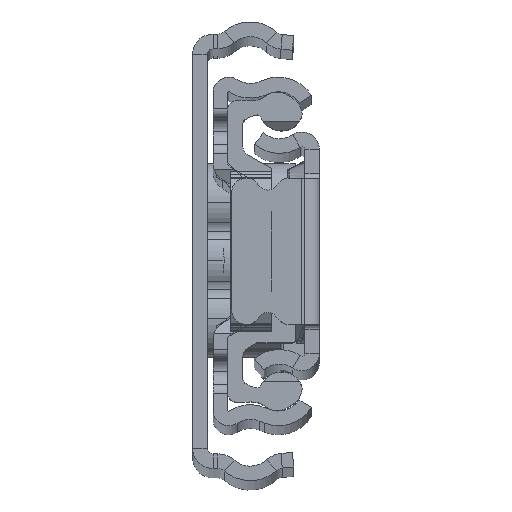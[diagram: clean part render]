
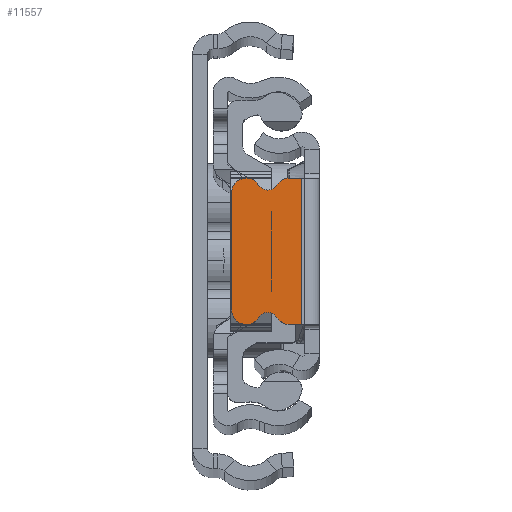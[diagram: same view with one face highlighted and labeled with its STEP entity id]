
A CAD part, top view. The second image highlights one B-rep face of the part: STEP entity #11557.
In plain terms, the highlighted planar face has unit normal (0, 0, 1).
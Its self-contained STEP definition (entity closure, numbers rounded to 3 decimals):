
#847 = CARTESIAN_POINT ( 'NONE',  ( -5.29, -7.37, 0. ) ) ;
#956 = VERTEX_POINT ( 'NONE', #12582 ) ;
#984 = CARTESIAN_POINT ( 'NONE',  ( -4.355, -6.79, 0. ) ) ;
#1092 = CARTESIAN_POINT ( 'NONE',  ( -3.08, 6., 0. ) ) ;
#1321 = AXIS2_PLACEMENT_3D ( 'NONE', #3634, #15002, #11694 ) ;
#1391 = VERTEX_POINT ( 'NONE', #15624 ) ;
#1471 = VECTOR ( 'NONE', #5883, 1000. ) ;
#1594 = CARTESIAN_POINT ( 'NONE',  ( -3.08, -7.5, 0. ) ) ;
#2001 = VERTEX_POINT ( 'NONE', #16311 ) ;
#2378 = CIRCLE ( 'NONE', #10935, 1.5 ) ;
#2507 = CARTESIAN_POINT ( 'NONE',  ( -9., -6., 0. ) ) ;
#2558 = LINE ( 'NONE', #14024, #1471 ) ;
#2589 = EDGE_CURVE ( 'NONE', #6480, #10283, #2558, .T. ) ;
#2667 = ORIENTED_EDGE ( 'NONE', *, *, #2589, .F. ) ;
#2767 = DIRECTION ( 'NONE',  ( 0., 1., 0. ) ) ;
#2873 = CARTESIAN_POINT ( 'NONE',  ( -9., 6., 0. ) ) ;
#2891 = EDGE_CURVE ( 'NONE', #956, #2001, #16676, .T. ) ;
#2971 = AXIS2_PLACEMENT_3D ( 'NONE', #8341, #14870, #13261 ) ;
#3254 = VECTOR ( 'NONE', #8951, 1000. ) ;
#3396 = VERTEX_POINT ( 'NONE', #2507 ) ;
#3634 = CARTESIAN_POINT ( 'NONE',  ( -7.5, 6., 0. ) ) ;
#3707 = AXIS2_PLACEMENT_3D ( 'NONE', #1092, #4275, #15767 ) ;
#3755 = EDGE_CURVE ( 'NONE', #16695, #3396, #10613, .T. ) ;
#3928 = CARTESIAN_POINT ( 'NONE',  ( -3.08, 7.5, 0. ) ) ;
#3967 = ORIENTED_EDGE ( 'NONE', *, *, #6457, .T. ) ;
#4244 = LINE ( 'NONE', #13896, #13272 ) ;
#4275 = DIRECTION ( 'NONE',  ( 0., 0., 1. ) ) ;
#4277 = CIRCLE ( 'NONE', #13540, 1.5 ) ;
#4345 = DIRECTION ( 'NONE',  ( 0., 1., 0. ) ) ;
#5042 = ORIENTED_EDGE ( 'NONE', *, *, #3755, .T. ) ;
#5151 = CARTESIAN_POINT ( 'NONE',  ( -1.8, -7.5, 0. ) ) ;
#5654 = DIRECTION ( 'NONE',  ( 0., 0., -1. ) ) ;
#5791 = CARTESIAN_POINT ( 'NONE',  ( -6.225, 6.79, 0. ) ) ;
#5883 = DIRECTION ( 'NONE',  ( 0., -1., 0. ) ) ;
#5886 = VERTEX_POINT ( 'NONE', #7515 ) ;
#5967 = CARTESIAN_POINT ( 'NONE',  ( -7.5, -6., 0. ) ) ;
#6271 = EDGE_CURVE ( 'NONE', #7042, #9194, #4277, .T. ) ;
#6457 = EDGE_CURVE ( 'NONE', #6480, #20828, #12254, .T. ) ;
#6458 = CIRCLE ( 'NONE', #13977, 1.5 ) ;
#6465 = CIRCLE ( 'NONE', #18765, 1.1 ) ;
#6480 = VERTEX_POINT ( 'NONE', #15255 ) ;
#7042 = VERTEX_POINT ( 'NONE', #984 ) ;
#7495 = DIRECTION ( 'NONE',  ( 0., -1., 0. ) ) ;
#7515 = CARTESIAN_POINT ( 'NONE',  ( -6.225, -6.79, 0. ) ) ;
#7627 = DIRECTION ( 'NONE',  ( 0., 1., 0. ) ) ;
#7706 = ORIENTED_EDGE ( 'NONE', *, *, #16039, .T. ) ;
#7792 = CARTESIAN_POINT ( 'NONE',  ( -5.29, 7.37, 0. ) ) ;
#8181 = CIRCLE ( 'NONE', #20169, 1.1 ) ;
#8341 = CARTESIAN_POINT ( 'NONE',  ( -5.29, 7.37, 0. ) ) ;
#8486 = CARTESIAN_POINT ( 'NONE',  ( -7.5, -6., 0. ) ) ;
#8943 = EDGE_CURVE ( 'NONE', #1391, #5886, #6458, .T. ) ;
#8951 = DIRECTION ( 'NONE',  ( -1., 0., 0. ) ) ;
#9085 = EDGE_CURVE ( 'NONE', #20828, #956, #15694, .T. ) ;
#9194 = VERTEX_POINT ( 'NONE', #1594 ) ;
#9236 = DIRECTION ( 'NONE',  ( 0., 0., 1. ) ) ;
#9402 = CARTESIAN_POINT ( 'NONE',  ( -3.08, -6., 0. ) ) ;
#9420 = ORIENTED_EDGE ( 'NONE', *, *, #16016, .T. ) ;
#9443 = CARTESIAN_POINT ( 'NONE',  ( 543.5, -10.425, 0. ) ) ;
#9631 = DIRECTION ( 'NONE',  ( 0., 0., -1. ) ) ;
#10283 = VERTEX_POINT ( 'NONE', #5151 ) ;
#10558 = EDGE_LOOP ( 'NONE', ( #2667, #3967, #20275, #20818, #13086, #17473, #5042, #7706, #15470, #9420, #20877, #12214 ) ) ;
#10613 = LINE ( 'NONE', #2873, #17355 ) ;
#10935 = AXIS2_PLACEMENT_3D ( 'NONE', #5967, #12506, #4345 ) ;
#11340 = DIRECTION ( 'NONE',  ( 0., 1., 0. ) ) ;
#11557 = ADVANCED_FACE ( 'NONE', ( #15972 ), #14582, .T. ) ;
#11694 = DIRECTION ( 'NONE',  ( 0., 1., 0. ) ) ;
#11807 = DIRECTION ( 'NONE',  ( 0., 1., 0. ) ) ;
#12214 = ORIENTED_EDGE ( 'NONE', *, *, #20875, .T. ) ;
#12254 = LINE ( 'NONE', #20294, #3254 ) ;
#12278 = CIRCLE ( 'NONE', #1321, 1.5 ) ;
#12506 = DIRECTION ( 'NONE',  ( 0., 0., 1. ) ) ;
#12515 = DIRECTION ( 'NONE',  ( 0., 0., 1. ) ) ;
#12582 = CARTESIAN_POINT ( 'NONE',  ( -4.355, 6.79, 0. ) ) ;
#13086 = ORIENTED_EDGE ( 'NONE', *, *, #18370, .T. ) ;
#13261 = DIRECTION ( 'NONE',  ( 0., 1., 0. ) ) ;
#13272 = VECTOR ( 'NONE', #15418, 1000. ) ;
#13540 = AXIS2_PLACEMENT_3D ( 'NONE', #9402, #12515, #2767 ) ;
#13896 = CARTESIAN_POINT ( 'NONE',  ( 0.7, -7.5, 0. ) ) ;
#13977 = AXIS2_PLACEMENT_3D ( 'NONE', #8486, #14908, #11807 ) ;
#14024 = CARTESIAN_POINT ( 'NONE',  ( -1.8, -10.425, 0. ) ) ;
#14582 = PLANE ( 'NONE',  #20926 ) ;
#14870 = DIRECTION ( 'NONE',  ( 0., 0., -1. ) ) ;
#14908 = DIRECTION ( 'NONE',  ( 0., 0., 1. ) ) ;
#15002 = DIRECTION ( 'NONE',  ( 0., 0., 1. ) ) ;
#15255 = CARTESIAN_POINT ( 'NONE',  ( -1.8, 7.5, 0. ) ) ;
#15330 = EDGE_CURVE ( 'NONE', #16612, #16695, #12278, .T. ) ;
#15418 = DIRECTION ( 'NONE',  ( 1., 0., 0. ) ) ;
#15470 = ORIENTED_EDGE ( 'NONE', *, *, #8943, .T. ) ;
#15624 = CARTESIAN_POINT ( 'NONE',  ( -7.5, -7.5, 0. ) ) ;
#15694 = CIRCLE ( 'NONE', #3707, 1.5 ) ;
#15767 = DIRECTION ( 'NONE',  ( 0., 1., 0. ) ) ;
#15972 = FACE_OUTER_BOUND ( 'NONE', #10558, .T. ) ;
#16016 = EDGE_CURVE ( 'NONE', #5886, #7042, #8181, .T. ) ;
#16039 = EDGE_CURVE ( 'NONE', #3396, #1391, #2378, .T. ) ;
#16311 = CARTESIAN_POINT ( 'NONE',  ( -5.29, 6.27, 0. ) ) ;
#16612 = VERTEX_POINT ( 'NONE', #5791 ) ;
#16676 = CIRCLE ( 'NONE', #2971, 1.1 ) ;
#16695 = VERTEX_POINT ( 'NONE', #20581 ) ;
#17355 = VECTOR ( 'NONE', #7495, 1000. ) ;
#17473 = ORIENTED_EDGE ( 'NONE', *, *, #15330, .T. ) ;
#18370 = EDGE_CURVE ( 'NONE', #2001, #16612, #6465, .T. ) ;
#18765 = AXIS2_PLACEMENT_3D ( 'NONE', #7792, #9631, #11340 ) ;
#18926 = DIRECTION ( 'NONE',  ( 0., 1., 0. ) ) ;
#20169 = AXIS2_PLACEMENT_3D ( 'NONE', #847, #5654, #18926 ) ;
#20275 = ORIENTED_EDGE ( 'NONE', *, *, #9085, .T. ) ;
#20294 = CARTESIAN_POINT ( 'NONE',  ( 0.7, 7.5, 0. ) ) ;
#20581 = CARTESIAN_POINT ( 'NONE',  ( -9., 6., 0. ) ) ;
#20818 = ORIENTED_EDGE ( 'NONE', *, *, #2891, .T. ) ;
#20828 = VERTEX_POINT ( 'NONE', #3928 ) ;
#20875 = EDGE_CURVE ( 'NONE', #9194, #10283, #4244, .T. ) ;
#20877 = ORIENTED_EDGE ( 'NONE', *, *, #6271, .T. ) ;
#20926 = AXIS2_PLACEMENT_3D ( 'NONE', #9443, #9236, #7627 ) ;
